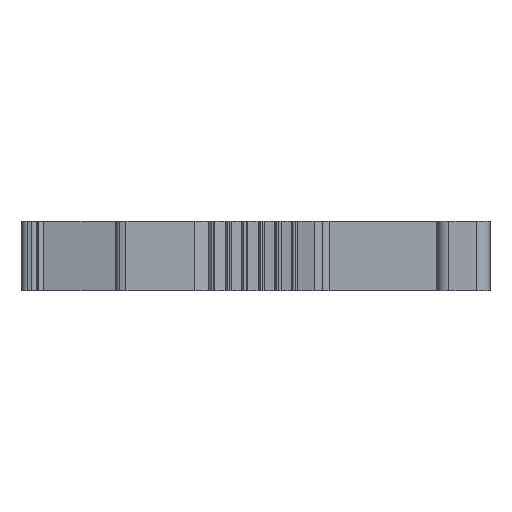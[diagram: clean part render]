
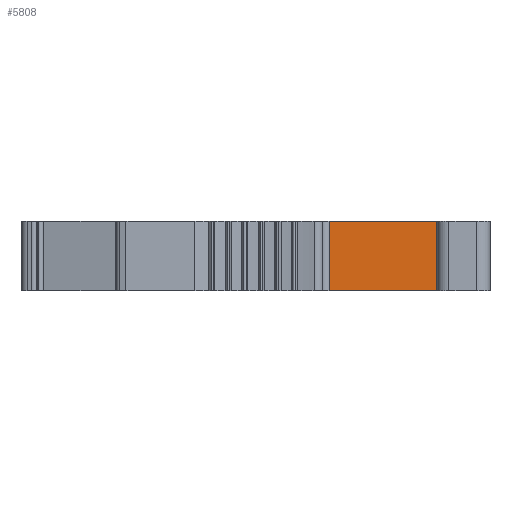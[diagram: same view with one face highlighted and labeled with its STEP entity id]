
A CAD part, left-side view. The second image highlights one B-rep face of the part: STEP entity #5808.
In plain terms, the highlighted planar face has unit normal (-1, 0, 0).
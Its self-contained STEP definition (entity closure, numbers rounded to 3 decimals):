
#1145=DIRECTION('',(0.,-1.,0.));
#1146=VECTOR('',#1145,10.2);
#1147=CARTESIAN_POINT('',(-27.1,-5.5,2.6));
#1148=LINE('',#1147,#1146);
#1149=DIRECTION('',(0.,-1.,0.));
#1150=VECTOR('',#1149,10.2);
#1151=CARTESIAN_POINT('',(-27.1,-5.5,-2.6));
#1152=LINE('',#1151,#1150);
#1153=DIRECTION('',(0.,0.,1.));
#1154=VECTOR('',#1153,5.2);
#1155=CARTESIAN_POINT('',(-27.1,-5.5,-2.6));
#1156=LINE('',#1155,#1154);
#1167=DIRECTION('',(0.,0.,1.));
#1168=VECTOR('',#1167,5.2);
#1169=CARTESIAN_POINT('',(-27.1,-15.7,-2.6));
#1170=LINE('',#1169,#1168);
#3303=CARTESIAN_POINT('',(-27.1,-5.5,2.6));
#3304=VERTEX_POINT('',#3303);
#3305=CARTESIAN_POINT('',(-27.1,-5.5,-2.6));
#3306=VERTEX_POINT('',#3305);
#3307=CARTESIAN_POINT('',(-27.1,-15.7,2.6));
#3308=VERTEX_POINT('',#3307);
#3309=CARTESIAN_POINT('',(-27.1,-15.7,-2.6));
#3310=VERTEX_POINT('',#3309);
#5796=CARTESIAN_POINT('',(-27.1,-5.5,-5.));
#5797=DIRECTION('',(-1.,0.,0.));
#5798=DIRECTION('',(0.,-1.,0.));
#5799=AXIS2_PLACEMENT_3D('',#5796,#5797,#5798);
#5800=PLANE('',#5799);
#5801=ORIENTED_EDGE('',*,*,#4426,.T.);
#5803=ORIENTED_EDGE('',*,*,#5802,.F.);
#5804=ORIENTED_EDGE('',*,*,#5175,.F.);
#5805=ORIENTED_EDGE('',*,*,#5789,.T.);
#5806=EDGE_LOOP('',(#5801,#5803,#5804,#5805));
#5807=FACE_OUTER_BOUND('',#5806,.F.);
#4426=EDGE_CURVE('',#3304,#3308,#1148,.T.);
#5175=EDGE_CURVE('',#3306,#3310,#1152,.T.);
#5789=EDGE_CURVE('',#3306,#3304,#1156,.T.);
#5802=EDGE_CURVE('',#3310,#3308,#1170,.T.);
#5808=ADVANCED_FACE('',(#5807),#5800,.T.);
